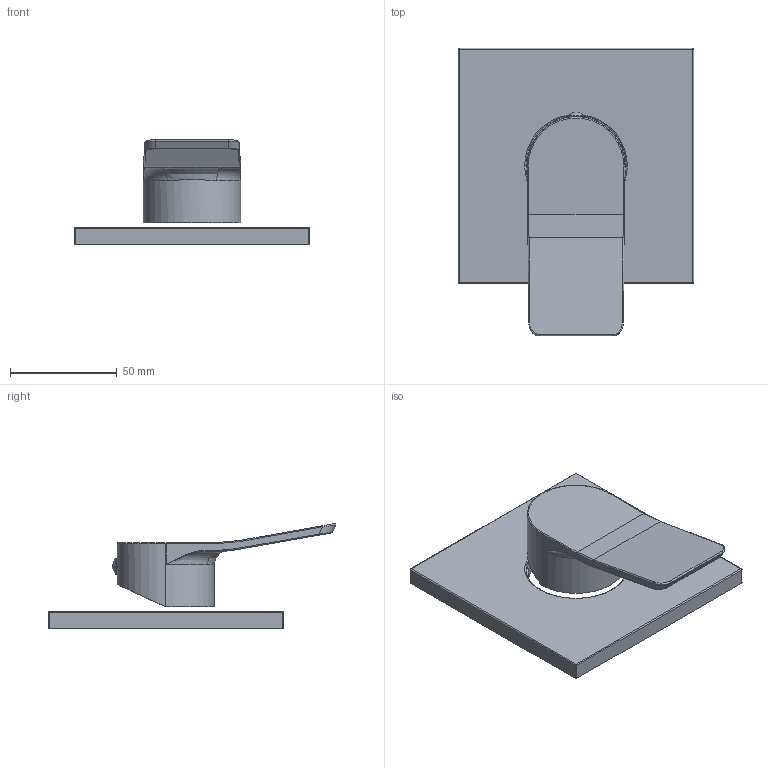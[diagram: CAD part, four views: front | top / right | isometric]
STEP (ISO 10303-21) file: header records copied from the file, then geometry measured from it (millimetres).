
FILE_DESCRIPTION((''),'2;1');
FILE_NAME('TI010CREST','2021-11-09T08:18:34',('ut3'),('PAFFONI SpA'),'CREO PARAMETRIC BY PTC INC, 2020044','CREO PARAMETRIC BY PTC INC, 2020044','');
FILE_SCHEMA(('CONFIG_CONTROL_DESIGN','SHAPE_APPEARANCE_LAYERS_GROUPS'));
Length unit declared in the file: millimetre
Products named in the file (1): TI010CREST
Bounding box: 110 x 134.58 x 48.95 mm (x, y, z)
Volume: 86935.4 mm3; surface area: 50565.8 mm2
Topology: 2 solids, 3 shells, 197 faces, 459 edges, 273 vertices
Faces by surface type: plane 74, cylinder 70, torus 21, cone 11, bspline 11, sphere 10
Entity records: 8241 total; most frequent: CARTESIAN_POINT 2312, DIRECTION 968, ORIENTED_EDGE 914, EDGE_CURVE 457, AXIS2_PLACEMENT_3D 371, VERTEX_POINT 273, VECTOR 226, LINE 226
